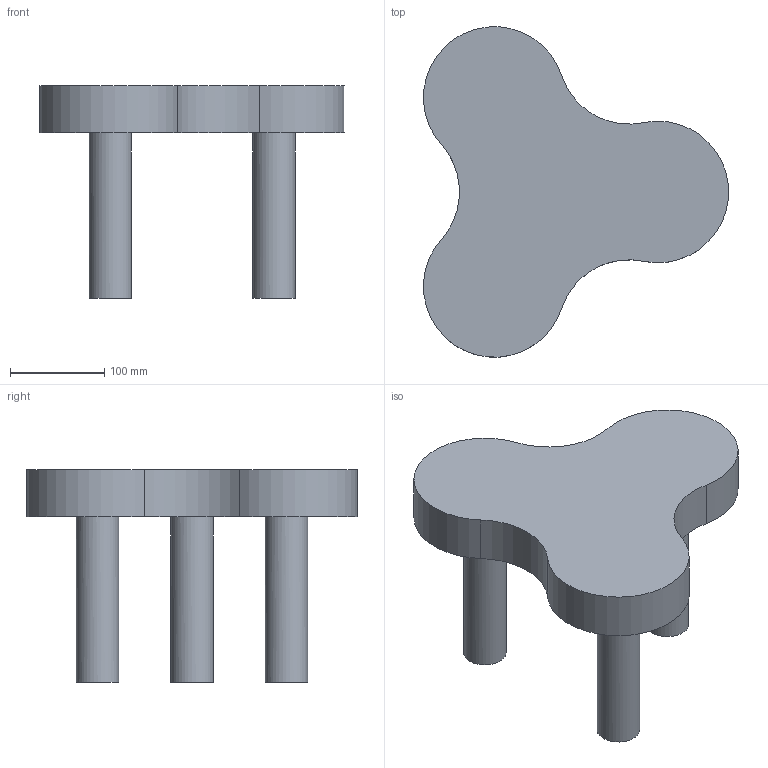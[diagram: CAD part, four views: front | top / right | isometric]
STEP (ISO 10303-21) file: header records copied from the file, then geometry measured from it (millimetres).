
FILE_DESCRIPTION (( 'STEP AP203' ), '1' );
FILE_NAME ('Robot_assembly_for_sofa_50mm.STEP', '2025-01-24T13:59:29', ( '' ), ( '' ), 'SwSTEP 2.0', 'SolidWorks 2023', '' );
FILE_SCHEMA (( 'CONFIG_CONTROL_DESIGN' ));
Length unit declared in the file: millimetre
Products named in the file (1): Robot_assembly_for_sofa_50mm
Bounding box: 322.83 x 349.65 x 225 mm (x, y, z)
Volume: 4261625.7 mm3; surface area: 267685.8 mm2
Topology: 1 solids, 1 shells, 14 faces, 30 edges, 21 vertices
Faces by surface type: cylinder 9, plane 5
Full cylindrical faces by diameter (mm): 45 x3
Entity records: 431 total; most frequent: DIRECTION 72, CARTESIAN_POINT 57, ORIENTED_EDGE 48, AXIS2_PLACEMENT_3D 33, EDGE_CURVE 24, EDGE_LOOP 20, CIRCLE 18, VERTEX_POINT 18
